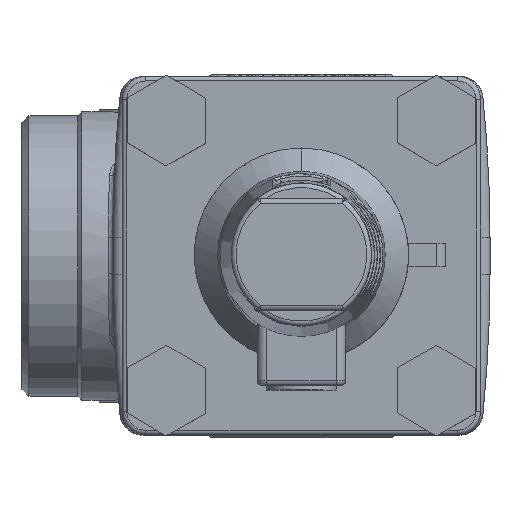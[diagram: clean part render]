
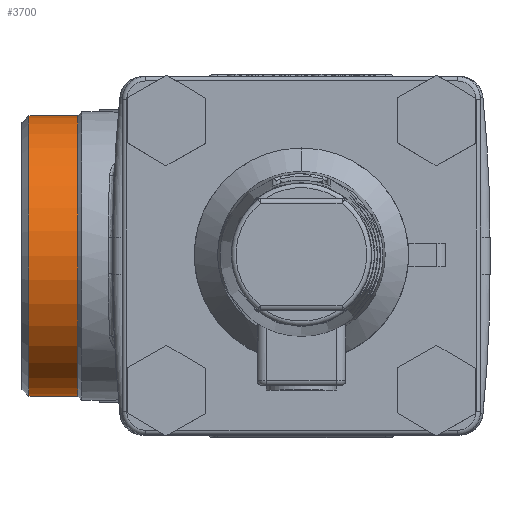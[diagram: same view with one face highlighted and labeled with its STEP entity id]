
A CAD part, top view. The second image highlights one B-rep face of the part: STEP entity #3700.
In plain terms, the highlighted cylindrical face has radius 30.15 mm (diameter 60.3 mm), a full revolution.
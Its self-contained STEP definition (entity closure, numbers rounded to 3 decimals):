
#3668=CARTESIAN_POINT('',(6.22,0.,0.));
#3669=DIRECTION('',(1.,0.,0.));
#3670=DIRECTION('',(0.,0.,-1.));
#3671=AXIS2_PLACEMENT_3D('',#3668,#3669,#3670);
#3672=CYLINDRICAL_SURFACE('',#3671,30.15);
#3673=CARTESIAN_POINT('',(-48.,-0.,-30.15));
#3674=VERTEX_POINT('',#3673);
#3675=CARTESIAN_POINT('',(-58.5,-0.,-30.15));
#3676=VERTEX_POINT('',#3675);
#3677=CARTESIAN_POINT('',(-48.,0.,-30.15));
#3678=DIRECTION('',(-1.,-0.,0.));
#3679=VECTOR('',#3678,10.5);
#3680=LINE('',#3677,#3679);
#3681=EDGE_CURVE('',#3674,#3676,#3680,.T.);
#3682=ORIENTED_EDGE('',*,*,#3681,.T.);
#3683=CARTESIAN_POINT('',(-58.5,0.,0.));
#3684=DIRECTION('',(1.,0.,0.));
#3685=DIRECTION('',(0.,0.,-1.));
#3686=AXIS2_PLACEMENT_3D('',#3683,#3684,#3685);
#3687=CIRCLE('',#3686,30.15);
#3688=EDGE_CURVE('',#3676,#3676,#3687,.T.);
#3689=ORIENTED_EDGE('',*,*,#3688,.T.);
#3690=ORIENTED_EDGE('',*,*,#3681,.F.);
#3691=CARTESIAN_POINT('',(-48.,0.,0.));
#3692=DIRECTION('',(1.,0.,0.));
#3693=DIRECTION('',(0.,0.,-1.));
#3694=AXIS2_PLACEMENT_3D('',#3691,#3692,#3693);
#3695=CIRCLE('',#3694,30.15);
#3696=EDGE_CURVE('',#3674,#3674,#3695,.T.);
#3697=ORIENTED_EDGE('',*,*,#3696,.F.);
#3698=EDGE_LOOP('',(#3682,#3689,#3690,#3697));
#3699=FACE_BOUND('',#3698,.T.);
#3700=ADVANCED_FACE('',(#3699),#3672,.T.);
